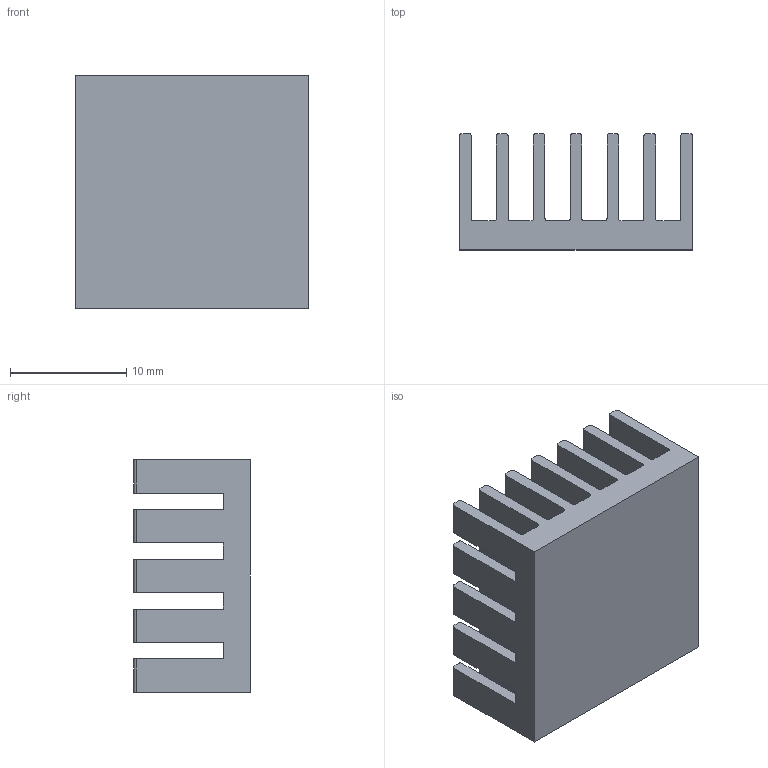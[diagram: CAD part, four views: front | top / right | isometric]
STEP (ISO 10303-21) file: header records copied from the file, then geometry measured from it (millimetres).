
FILE_DESCRIPTION((''),'2;1');
FILE_NAME('40905110102020','2025-12-15T14:58:56',('ITadmin'),(''),'CREO PARAMETRIC BY PTC INC, 2018050','CREO PARAMETRIC BY PTC INC, 2018050','');
FILE_SCHEMA(('CONFIG_CONTROL_DESIGN'));
Length unit declared in the file: millimetre
Products named in the file (1): 40905110102020
Bounding box: 20 x 10 x 20 mm (x, y, z)
Volume: 1733.4 mm3; surface area: 3034.5 mm2
Topology: 1 solids, 1 shells, 272 faces, 810 edges, 540 vertices
Faces by surface type: plane 142, cylinder 130
Entity records: 9232 total; most frequent: CARTESIAN_POINT 1622, ORIENTED_EDGE 1620, DIRECTION 1614, EDGE_CURVE 810, VECTOR 550, LINE 550, VERTEX_POINT 540, AXIS2_PLACEMENT_3D 532
